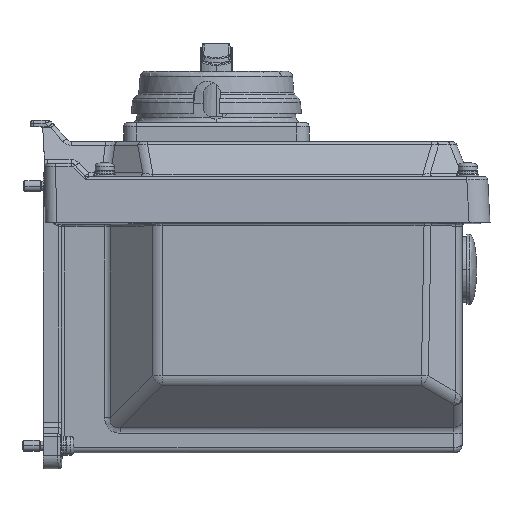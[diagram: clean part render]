
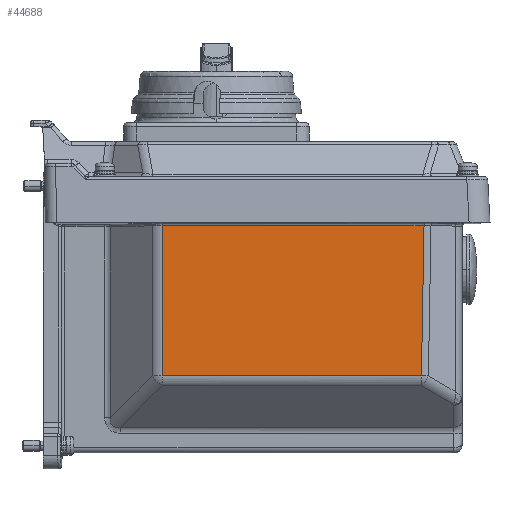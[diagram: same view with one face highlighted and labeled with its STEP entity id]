
A CAD part, left-side view. The second image highlights one B-rep face of the part: STEP entity #44688.
In plain terms, the highlighted planar face has unit normal (-1, 0, 0).
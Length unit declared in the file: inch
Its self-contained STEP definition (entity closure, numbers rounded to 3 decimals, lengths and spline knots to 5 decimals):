
#660 = LINE ( 'NONE', #35240, #36720 ) ;
#1199 = ORIENTED_EDGE ( 'NONE', *, *, #69903, .T. ) ;
#2745 = DIRECTION ( 'NONE',  ( 0., -1., 0. ) ) ;
#3114 = VERTEX_POINT ( 'NONE', #40800 ) ;
#10395 = VECTOR ( 'NONE', #14284, 39.37008 ) ;
#14284 = DIRECTION ( 'NONE',  ( 0., -1., 0. ) ) ;
#14826 = DIRECTION ( 'NONE',  ( 0., -0.017, 1. ) ) ;
#17052 = CARTESIAN_POINT ( 'NONE',  ( -2.88263, -2.18313, -3.30429 ) ) ;
#19093 = VECTOR ( 'NONE', #14826, 39.37008 ) ;
#19663 = LINE ( 'NONE', #82236, #77404 ) ;
#25341 = VERTEX_POINT ( 'NONE', #17052 ) ;
#25988 = FACE_OUTER_BOUND ( 'NONE', #56338, .T. ) ;
#28981 = LINE ( 'NONE', #62890, #19093 ) ;
#35240 = CARTESIAN_POINT ( 'NONE',  ( -2.88263, 1.47272, 5.01348 ) ) ;
#36156 = DIRECTION ( 'NONE',  ( 0., 0., 1. ) ) ;
#36720 = VECTOR ( 'NONE', #36156, 39.37008 ) ;
#37802 = DIRECTION ( 'NONE',  ( -1., 0., 0. ) ) ;
#40800 = CARTESIAN_POINT ( 'NONE',  ( -2.88263, 1.47272, -1.1873 ) ) ;
#42002 = CARTESIAN_POINT ( 'NONE',  ( -2.88263, 2.69628, -3.30429 ) ) ;
#44688 = ADVANCED_FACE ( 'NONE', ( #25988 ), #44785, .T. ) ;
#44785 = PLANE ( 'NONE',  #63511 ) ;
#45076 = CARTESIAN_POINT ( 'NONE',  ( -2.88263, 2.69628, -0.82677 ) ) ;
#51831 = LINE ( 'NONE', #42002, #10395 ) ;
#55672 = ORIENTED_EDGE ( 'NONE', *, *, #58684, .F. ) ;
#55729 = EDGE_CURVE ( 'NONE', #77839, #3114, #19663, .T. ) ;
#56338 = EDGE_LOOP ( 'NONE', ( #55672, #65758, #1199, #89783 ) ) ;
#58684 = EDGE_CURVE ( 'NONE', #82644, #3114, #660, .T. ) ;
#62890 = CARTESIAN_POINT ( 'NONE',  ( -2.88263, -2.18313, -3.30429 ) ) ;
#63511 = AXIS2_PLACEMENT_3D ( 'NONE', #45076, #37802, #2745 ) ;
#65758 = ORIENTED_EDGE ( 'NONE', *, *, #86981, .T. ) ;
#68524 = DIRECTION ( 'NONE',  ( 0., 1., 0. ) ) ;
#69903 = EDGE_CURVE ( 'NONE', #25341, #77839, #28981, .T. ) ;
#77404 = VECTOR ( 'NONE', #68524, 39.37008 ) ;
#77839 = VERTEX_POINT ( 'NONE', #85906 ) ;
#78725 = CARTESIAN_POINT ( 'NONE',  ( -2.88263, 1.47272, -3.30429 ) ) ;
#82236 = CARTESIAN_POINT ( 'NONE',  ( -2.88263, -2.24328, -1.1873 ) ) ;
#82644 = VERTEX_POINT ( 'NONE', #78725 ) ;
#85906 = CARTESIAN_POINT ( 'NONE',  ( -2.88262, -2.22008, -1.1873 ) ) ;
#86981 = EDGE_CURVE ( 'NONE', #82644, #25341, #51831, .T. ) ;
#89783 = ORIENTED_EDGE ( 'NONE', *, *, #55729, .T. ) ;
